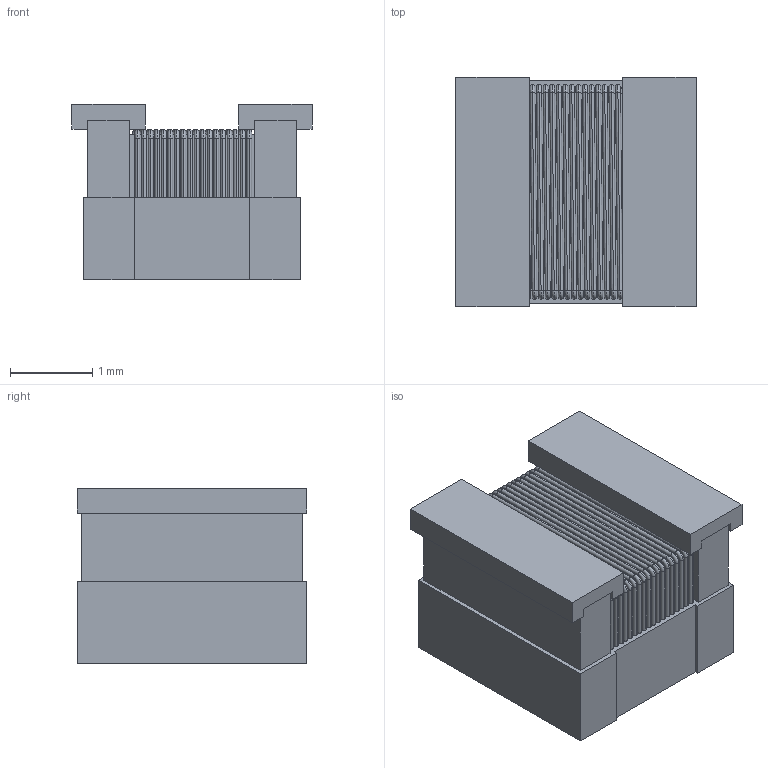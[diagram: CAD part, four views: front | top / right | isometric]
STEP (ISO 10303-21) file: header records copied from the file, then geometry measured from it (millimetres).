
FILE_DESCRIPTION((''),'2;1');
FILE_NAME('C-1-1879023-1','2015-05-11T',('workeradm'),('Tyco Electronics Ltd.'),'PRO/ENGINEER BY PARAMETRIC TECHNOLOGY CORPORATION, 2014090','PRO/ENGINEER BY PARAMETRIC TECHNOLOGY CORPORATION, 2014090','');
FILE_SCHEMA(('AUTOMOTIVE_DESIGN { 1 0 10303 214 1 1 1 1 }'));
Length unit declared in the file: millimetre
Products named in the file (1): C-1-1879023-1
Bounding box: 2.92 x 2.79 x 2.13 mm (x, y, z)
Volume: 14 mm3; surface area: 57.4 mm2
Topology: 1 solids, 1 shells, 231 faces, 532 edges, 304 vertices
Faces by surface type: cylinder 108, torus 72, plane 51
Entity records: 8331 total; most frequent: DIRECTION 1282, CARTESIAN_POINT 1069, ORIENTED_EDGE 1064, PRESENTATION_STYLE_ASSIGNMENT 533, STYLED_ITEM 533, CURVE_STYLE 532, EDGE_CURVE 532, AXIS2_PLACEMENT_3D 519
